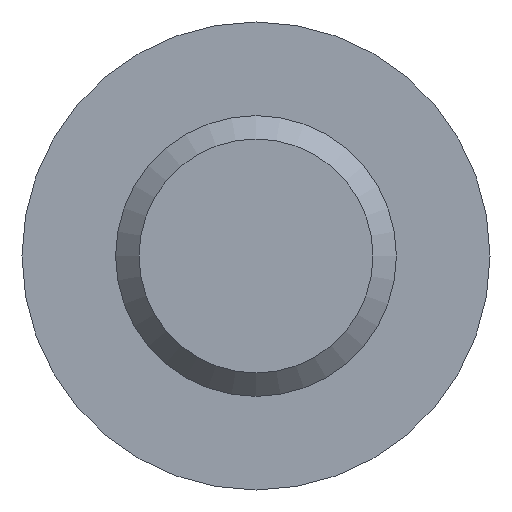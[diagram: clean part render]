
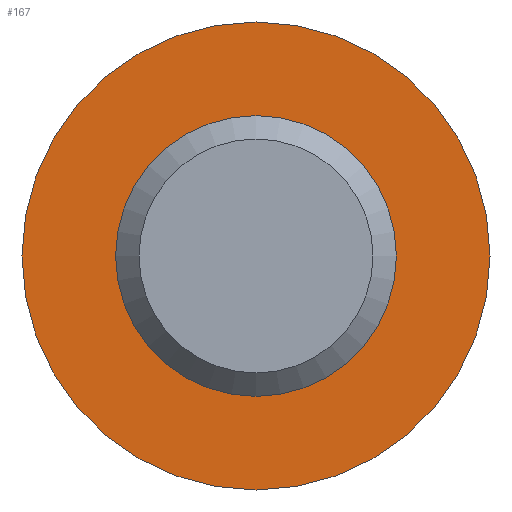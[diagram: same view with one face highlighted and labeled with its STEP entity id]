
A CAD part, front view. The second image highlights one B-rep face of the part: STEP entity #167.
In plain terms, the highlighted planar face has unit normal (0, -1, 0).
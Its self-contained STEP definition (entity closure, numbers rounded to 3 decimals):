
#6 = DIRECTION ( 'NONE',  ( 0., 0., 1. ) ) ;
#9 = CARTESIAN_POINT ( 'NONE',  ( 0., 18., -3. ) ) ;
#14 = DIRECTION ( 'NONE',  ( 0., 1., 0. ) ) ;
#19 = CIRCLE ( 'NONE', #83, 5. ) ;
#25 = EDGE_CURVE ( 'NONE', #126, #126, #438, .T. ) ;
#42 = AXIS2_PLACEMENT_3D ( 'NONE', #386, #14, #6 ) ;
#48 = ORIENTED_EDGE ( 'NONE', *, *, #351, .T. ) ;
#50 = PLANE ( 'NONE',  #42 ) ;
#58 = AXIS2_PLACEMENT_3D ( 'NONE', #357, #112, #491 ) ;
#83 = AXIS2_PLACEMENT_3D ( 'NONE', #263, #436, #226 ) ;
#98 = EDGE_LOOP ( 'NONE', ( #48 ) ) ;
#112 = DIRECTION ( 'NONE',  ( 0., -1., 0. ) ) ;
#126 = VERTEX_POINT ( 'NONE', #9 ) ;
#165 = EDGE_LOOP ( 'NONE', ( #169 ) ) ;
#167 = ADVANCED_FACE ( 'NONE', ( #428, #473 ), #50, .F. ) ;
#169 = ORIENTED_EDGE ( 'NONE', *, *, #25, .F. ) ;
#211 = CARTESIAN_POINT ( 'NONE',  ( 0., 18., -5. ) ) ;
#226 = DIRECTION ( 'NONE',  ( 0., 0., -1. ) ) ;
#263 = CARTESIAN_POINT ( 'NONE',  ( 0., 18., 0. ) ) ;
#351 = EDGE_CURVE ( 'NONE', #455, #455, #19, .T. ) ;
#357 = CARTESIAN_POINT ( 'NONE',  ( 0., 18., 0. ) ) ;
#386 = CARTESIAN_POINT ( 'NONE',  ( -3., 18., 0. ) ) ;
#428 = FACE_BOUND ( 'NONE', #165, .T. ) ;
#436 = DIRECTION ( 'NONE',  ( 0., -1., 0. ) ) ;
#438 = CIRCLE ( 'NONE', #58, 3. ) ;
#455 = VERTEX_POINT ( 'NONE', #211 ) ;
#473 = FACE_OUTER_BOUND ( 'NONE', #98, .T. ) ;
#491 = DIRECTION ( 'NONE',  ( 0., 0., -1. ) ) ;
